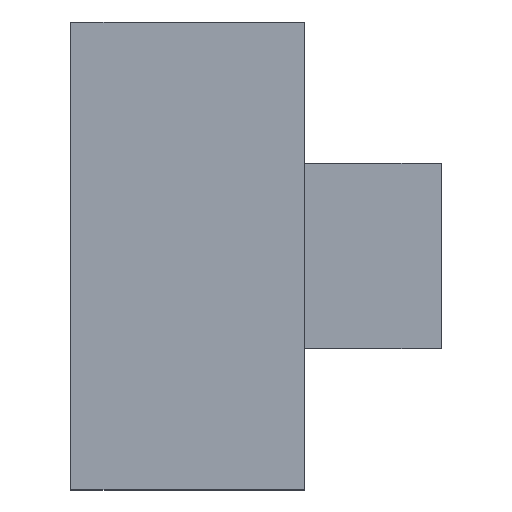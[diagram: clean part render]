
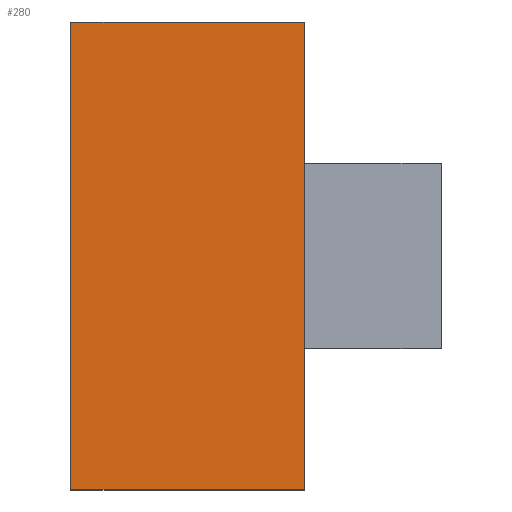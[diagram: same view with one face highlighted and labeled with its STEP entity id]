
A CAD part, top view. The second image highlights one B-rep face of the part: STEP entity #280.
In plain terms, the highlighted planar face has unit normal (0, 0, 1).
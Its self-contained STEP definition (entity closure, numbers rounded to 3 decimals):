
#113=CARTESIAN_POINT('',(-7.7,0.9,2.));
#114=VERTEX_POINT('',#113);
#121=CARTESIAN_POINT('',(-5.3,0.9,2.));
#122=VERTEX_POINT('',#121);
#123=CARTESIAN_POINT('',(-5.3,0.9,2.));
#124=DIRECTION('',(-1.,-0.,0.));
#125=VECTOR('',#124,2.4);
#126=LINE('',#123,#125);
#127=EDGE_CURVE('',#122,#114,#126,.T.);
#151=CARTESIAN_POINT('',(-7.7,-3.9,2.));
#152=VERTEX_POINT('',#151);
#159=CARTESIAN_POINT('',(-7.7,0.9,2.));
#160=DIRECTION('',(0.,-1.,0.));
#161=VECTOR('',#160,4.8);
#162=LINE('',#159,#161);
#163=EDGE_CURVE('',#114,#152,#162,.T.);
#182=CARTESIAN_POINT('',(-5.3,-3.9,2.));
#183=VERTEX_POINT('',#182);
#190=CARTESIAN_POINT('',(-7.7,-3.9,2.));
#191=DIRECTION('',(1.,0.,-0.));
#192=VECTOR('',#191,2.4);
#193=LINE('',#190,#192);
#194=EDGE_CURVE('',#152,#183,#193,.T.);
#212=CARTESIAN_POINT('',(-5.3,-3.9,2.));
#213=DIRECTION('',(0.,1.,0.));
#214=VECTOR('',#213,4.8);
#215=LINE('',#212,#214);
#216=EDGE_CURVE('',#183,#122,#215,.T.);
#269=CARTESIAN_POINT('',(0.,0.,2.));
#270=DIRECTION('',(0.,0.,1.));
#271=DIRECTION('',(1.,0.,0.));
#272=AXIS2_PLACEMENT_3D('',#269,#270,#271);
#273=PLANE('',#272);
#274=ORIENTED_EDGE('',*,*,#216,.T.);
#275=ORIENTED_EDGE('',*,*,#127,.T.);
#276=ORIENTED_EDGE('',*,*,#163,.T.);
#277=ORIENTED_EDGE('',*,*,#194,.T.);
#278=EDGE_LOOP('',(#274,#275,#276,#277));
#279=FACE_BOUND('',#278,.T.);
#280=ADVANCED_FACE('',(#279),#273,.T.);
